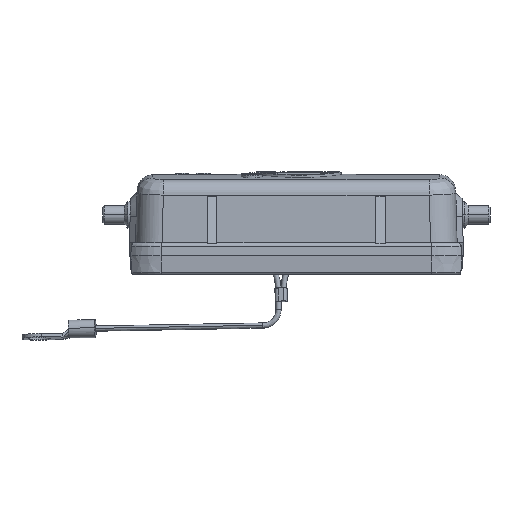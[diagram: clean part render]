
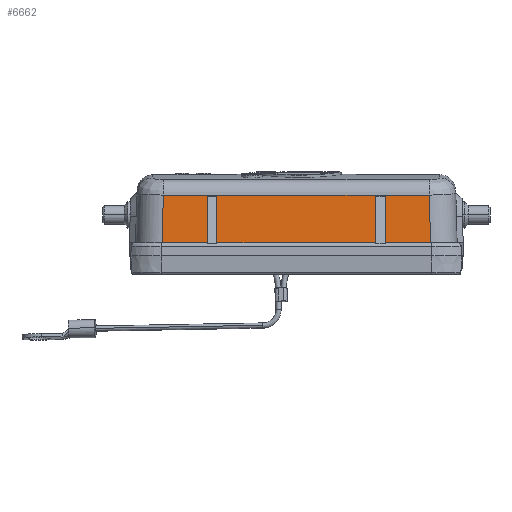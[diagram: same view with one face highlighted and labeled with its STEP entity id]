
A CAD part, top view. The second image highlights one B-rep face of the part: STEP entity #6662.
In plain terms, the highlighted planar face has unit normal (0, 0.026, 1).
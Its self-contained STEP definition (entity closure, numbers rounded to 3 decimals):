
#25=DIRECTION('',(-1.,0.,0.));
#26=VECTOR('',#25,30.2);
#27=CARTESIAN_POINT('',(15.1,2.5,14.));
#28=LINE('',#27,#26);
#33=DIRECTION('',(-0.026,-0.999,0.026));
#34=VECTOR('',#33,9.059);
#35=CARTESIAN_POINT('',(-25.265,11.553,13.763));
#36=LINE('',#35,#34);
#37=DIRECTION('',(-0.026,0.999,-0.026));
#38=VECTOR('',#37,9.059);
#39=CARTESIAN_POINT('',(25.502,2.5,14.));
#40=LINE('',#39,#38);
#41=DIRECTION('',(-1.,0.,0.));
#42=VECTOR('',#41,1.8);
#43=CARTESIAN_POINT('',(-15.1,11.33,13.769));
#44=LINE('',#43,#42);
#49=DIRECTION('',(0.,1.,-0.026));
#50=VECTOR('',#49,8.833);
#51=CARTESIAN_POINT('',(-15.1,2.5,14.));
#52=LINE('',#51,#50);
#62=DIRECTION('',(0.,-1.,0.026));
#63=VECTOR('',#62,8.833);
#64=CARTESIAN_POINT('',(-16.9,11.33,13.769));
#65=LINE('',#64,#63);
#93=DIRECTION('',(-1.,0.,0.));
#94=VECTOR('',#93,8.602);
#95=CARTESIAN_POINT('',(-16.9,2.5,14.));
#96=LINE('',#95,#94);
#625=DIRECTION('',(-1.,0.,0.));
#626=VECTOR('',#625,8.602);
#627=CARTESIAN_POINT('',(25.502,2.5,14.));
#628=LINE('',#627,#626);
#670=DIRECTION('',(0.,1.,-0.026));
#671=VECTOR('',#670,8.833);
#672=CARTESIAN_POINT('',(16.9,2.5,14.));
#673=LINE('',#672,#671);
#683=DIRECTION('',(-1.,0.,0.));
#684=VECTOR('',#683,1.8);
#685=CARTESIAN_POINT('',(16.9,11.33,13.769));
#686=LINE('',#685,#684);
#687=DIRECTION('',(0.,-1.,0.026));
#688=VECTOR('',#687,8.833);
#689=CARTESIAN_POINT('',(15.1,11.33,13.769));
#690=LINE('',#689,#688);
#2311=DIRECTION('',(1.,0.,0.));
#2312=VECTOR('',#2311,50.529);
#2313=CARTESIAN_POINT('',(-25.265,11.553,13.763));
#2314=LINE('',#2313,#2312);
#5680=CARTESIAN_POINT('',(-15.1,2.5,14.));
#5681=VERTEX_POINT('',#5680);
#5709=CARTESIAN_POINT('',(-16.9,2.5,14.));
#5710=CARTESIAN_POINT('',(-25.502,2.5,14.));
#5711=VERTEX_POINT('',#5709);
#5712=VERTEX_POINT('',#5710);
#5713=CARTESIAN_POINT('',(-16.9,11.33,13.769));
#5714=VERTEX_POINT('',#5713);
#5744=CARTESIAN_POINT('',(16.9,11.33,13.769));
#5745=CARTESIAN_POINT('',(15.1,11.33,13.769));
#5746=VERTEX_POINT('',#5744);
#5747=VERTEX_POINT('',#5745);
#5748=CARTESIAN_POINT('',(16.9,2.5,14.));
#5749=VERTEX_POINT('',#5748);
#5750=CARTESIAN_POINT('',(25.502,2.5,14.));
#5751=VERTEX_POINT('',#5750);
#5752=CARTESIAN_POINT('',(-25.265,11.553,13.763));
#5753=VERTEX_POINT('',#5752);
#5754=CARTESIAN_POINT('',(25.265,11.553,13.763));
#5755=VERTEX_POINT('',#5754);
#5760=CARTESIAN_POINT('',(-15.1,11.33,13.769));
#5761=VERTEX_POINT('',#5760);
#5762=CARTESIAN_POINT('',(15.1,2.5,14.));
#5763=VERTEX_POINT('',#5762);
#6632=CARTESIAN_POINT('',(-32.429,2.5,14.));
#6633=DIRECTION('',(0.,0.026,1.));
#6634=DIRECTION('',(0.,-1.,0.026));
#6635=AXIS2_PLACEMENT_3D('',#6632,#6633,#6634);
#6636=PLANE('',#6635);
#6638=ORIENTED_EDGE('',*,*,#6637,.T.);
#6640=ORIENTED_EDGE('',*,*,#6639,.T.);
#6642=ORIENTED_EDGE('',*,*,#6641,.T.);
#6644=ORIENTED_EDGE('',*,*,#6643,.F.);
#6646=ORIENTED_EDGE('',*,*,#6645,.T.);
#6648=ORIENTED_EDGE('',*,*,#6647,.F.);
#6650=ORIENTED_EDGE('',*,*,#6649,.T.);
#6652=ORIENTED_EDGE('',*,*,#6651,.T.);
#6654=ORIENTED_EDGE('',*,*,#6653,.T.);
#6656=ORIENTED_EDGE('',*,*,#6655,.T.);
#6657=ORIENTED_EDGE('',*,*,#6622,.T.);
#6659=ORIENTED_EDGE('',*,*,#6658,.T.);
#6660=EDGE_LOOP('',(#6638,#6640,#6642,#6644,#6646,#6648,#6650,#6652,#6654,#6656,
#6657,#6659));
#6661=FACE_OUTER_BOUND('',#6660,.F.);
#6662=ADVANCED_FACE('',(#6661),#6636,.T.);
#6622=EDGE_CURVE('',#5763,#5681,#28,.T.);
#6637=EDGE_CURVE('',#5761,#5714,#44,.T.);
#6639=EDGE_CURVE('',#5714,#5711,#65,.T.);
#6641=EDGE_CURVE('',#5711,#5712,#96,.T.);
#6643=EDGE_CURVE('',#5753,#5712,#36,.T.);
#6645=EDGE_CURVE('',#5753,#5755,#2314,.T.);
#6647=EDGE_CURVE('',#5751,#5755,#40,.T.);
#6649=EDGE_CURVE('',#5751,#5749,#628,.T.);
#6651=EDGE_CURVE('',#5749,#5746,#673,.T.);
#6653=EDGE_CURVE('',#5746,#5747,#686,.T.);
#6655=EDGE_CURVE('',#5747,#5763,#690,.T.);
#6658=EDGE_CURVE('',#5681,#5761,#52,.T.);
